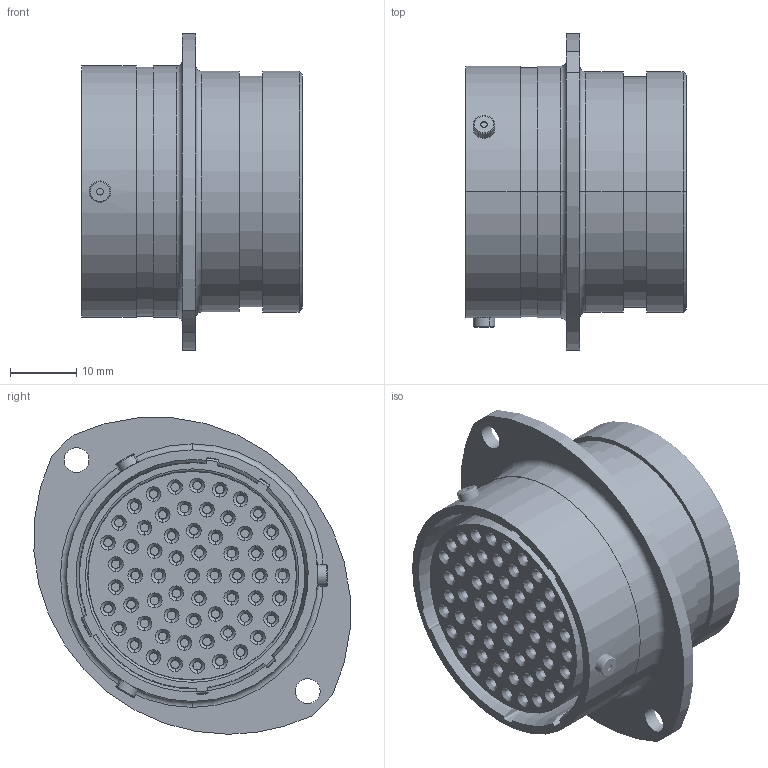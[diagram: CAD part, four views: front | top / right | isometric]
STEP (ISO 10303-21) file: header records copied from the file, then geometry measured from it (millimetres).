
FILE_DESCRIPTION (( 'STEP AP214' ), '1' );
FILE_NAME ('AS024-61SB.STEP', '2021-04-08T09:21:19', ( 'TE Connectivity' ), ( 'TE Connectivity' ), 'SwSTEP 2.0', 'SolidWorks 2016', '' );
FILE_SCHEMA (( 'AUTOMOTIVE_DESIGN' ));
Length unit declared in the file: millimetre
Products named in the file (1): AS024-61SB
Bounding box: 33.31 x 47.72 x 47.79 mm (x, y, z)
Volume: 28565.4 mm3; surface area: 29152.1 mm2
Topology: 11 solids, 11 shells, 2251 faces, 4818 edges, 2662 vertices
Faces by surface type: torus 876, cone 630, cylinder 606, plane 123, sphere 16
Entity records: 86256 total; most frequent: DIRECTION 12745, CARTESIAN_POINT 10050, ORIENTED_EDGE 9604, AXIS2_PLACEMENT_3D 5733, EDGE_CURVE 4802, CIRCLE 3483, VERTEX_POINT 2656, EDGE_LOOP 2590
